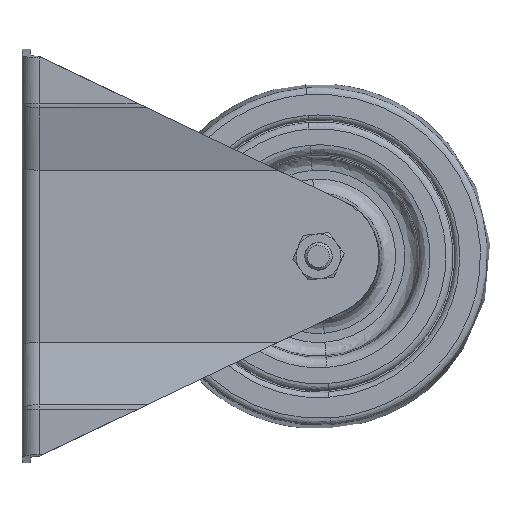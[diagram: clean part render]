
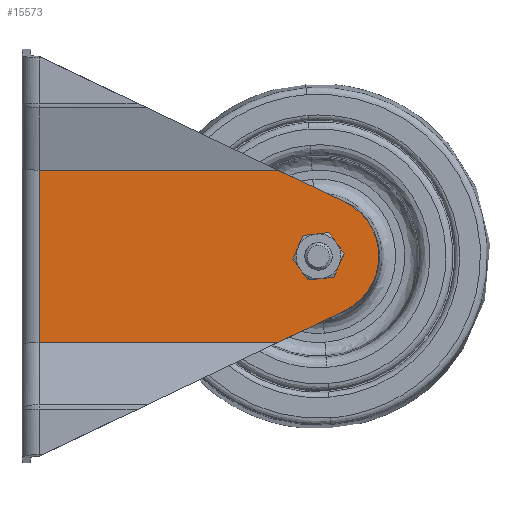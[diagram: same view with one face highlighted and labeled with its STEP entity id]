
A CAD part, left-side view. The second image highlights one B-rep face of the part: STEP entity #15573.
In plain terms, the highlighted face is planar.
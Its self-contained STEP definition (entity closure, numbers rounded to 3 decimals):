
#472 = VERTEX_POINT ( 'NONE', #10883 ) ;
#830 = ORIENTED_EDGE ( 'NONE', *, *, #5351, .F. ) ;
#1444 = EDGE_CURVE ( 'NONE', #2623, #7543, #5147, .T. ) ;
#1446 = EDGE_CURVE ( 'NONE', #11599, #13435, #24910, .T. ) ;
#1455 = DIRECTION ( 'NONE',  ( 1., 0., 0. ) ) ;
#1647 = DIRECTION ( 'NONE',  ( 1., 0., 0. ) ) ;
#1661 = CARTESIAN_POINT ( 'NONE',  ( 25., -21., 5. ) ) ;
#2623 = VERTEX_POINT ( 'NONE', #12233 ) ;
#3039 = FACE_OUTER_BOUND ( 'NONE', #11263, .T. ) ;
#3552 = CARTESIAN_POINT ( 'NONE',  ( 15.798, -21., 93.528 ) ) ;
#4202 = VECTOR ( 'NONE', #8268, 1000. ) ;
#4345 = AXIS2_PLACEMENT_3D ( 'NONE', #8535, #26550, #11103 ) ;
#5016 = VECTOR ( 'NONE', #18142, 1000. ) ;
#5147 = LINE ( 'NONE', #19339, #11982 ) ;
#5351 = EDGE_CURVE ( 'NONE', #13435, #11599, #15932, .T. ) ;
#5795 = EDGE_CURVE ( 'NONE', #2623, #30682, #31693, .T. ) ;
#6721 = PLANE ( 'NONE',  #18080 ) ;
#7268 = DIRECTION ( 'NONE',  ( 0., -1., 0. ) ) ;
#7543 = VERTEX_POINT ( 'NONE', #15338 ) ;
#7670 = AXIS2_PLACEMENT_3D ( 'NONE', #32406, #16876, #1455 ) ;
#7916 = VECTOR ( 'NONE', #32175, 1000. ) ;
#8268 = DIRECTION ( 'NONE',  ( -0.43, 0., 0.903 ) ) ;
#8535 = CARTESIAN_POINT ( 'NONE',  ( 0., -21., 86. ) ) ;
#9046 = ORIENTED_EDGE ( 'NONE', *, *, #16190, .F. ) ;
#10118 = EDGE_CURVE ( 'NONE', #30682, #22867, #32545, .T. ) ;
#10883 = CARTESIAN_POINT ( 'NONE',  ( -25., -21., 5. ) ) ;
#11103 = DIRECTION ( 'NONE',  ( 1., 0., 0. ) ) ;
#11263 = EDGE_LOOP ( 'NONE', ( #29969, #15304, #9046, #21569, #32460, #12372 ) ) ;
#11293 = CARTESIAN_POINT ( 'NONE',  ( 0., -21., 81.75 ) ) ;
#11599 = VERTEX_POINT ( 'NONE', #11293 ) ;
#11982 = VECTOR ( 'NONE', #12322, 1000. ) ;
#12233 = CARTESIAN_POINT ( 'NONE',  ( 25., -21., 74.217 ) ) ;
#12322 = DIRECTION ( 'NONE',  ( 0., 0., -1. ) ) ;
#12372 = ORIENTED_EDGE ( 'NONE', *, *, #1444, .F. ) ;
#13435 = VERTEX_POINT ( 'NONE', #25331 ) ;
#15304 = ORIENTED_EDGE ( 'NONE', *, *, #10118, .T. ) ;
#15338 = CARTESIAN_POINT ( 'NONE',  ( 25., -21., 5. ) ) ;
#15573 = ADVANCED_FACE ( 'NONE', ( #16732, #3039 ), #6721, .T. ) ;
#15605 = ORIENTED_EDGE ( 'NONE', *, *, #1446, .F. ) ;
#15932 = CIRCLE ( 'NONE', #4345, 4.25 ) ;
#16190 = EDGE_CURVE ( 'NONE', #27415, #22867, #31690, .T. ) ;
#16732 = FACE_BOUND ( 'NONE', #21469, .T. ) ;
#16876 = DIRECTION ( 'NONE',  ( 0., -1., 0. ) ) ;
#17067 = DIRECTION ( 'NONE',  ( 0., -1., 0. ) ) ;
#17680 = LINE ( 'NONE', #31273, #30666 ) ;
#18080 = AXIS2_PLACEMENT_3D ( 'NONE', #32594, #17067, #1647 ) ;
#18142 = DIRECTION ( 'NONE',  ( 0.43, 0., 0.903 ) ) ;
#19339 = CARTESIAN_POINT ( 'NONE',  ( 25., -21., 130. ) ) ;
#20532 = CARTESIAN_POINT ( 'NONE',  ( 1.289, -21., 129.386 ) ) ;
#21469 = EDGE_LOOP ( 'NONE', ( #830, #15605 ) ) ;
#21569 = ORIENTED_EDGE ( 'NONE', *, *, #22287, .T. ) ;
#22287 = EDGE_CURVE ( 'NONE', #27415, #472, #17680, .T. ) ;
#22452 = CARTESIAN_POINT ( 'NONE',  ( -25., -21., 74.217 ) ) ;
#22729 = CARTESIAN_POINT ( 'NONE',  ( 0., -21., 86. ) ) ;
#22867 = VERTEX_POINT ( 'NONE', #33358 ) ;
#24910 = CIRCLE ( 'NONE', #29761, 4.25 ) ;
#25309 = DIRECTION ( 'NONE',  ( 1., 0., 0. ) ) ;
#25331 = CARTESIAN_POINT ( 'NONE',  ( 0., -21., 90.25 ) ) ;
#26550 = DIRECTION ( 'NONE',  ( 0., -1., 0. ) ) ;
#27415 = VERTEX_POINT ( 'NONE', #22452 ) ;
#27662 = LINE ( 'NONE', #1661, #7916 ) ;
#28196 = DIRECTION ( 'NONE',  ( 0., 0., -1. ) ) ;
#28930 = CARTESIAN_POINT ( 'NONE',  ( -1.289, -21., 129.386 ) ) ;
#29761 = AXIS2_PLACEMENT_3D ( 'NONE', #22729, #7268, #25309 ) ;
#29969 = ORIENTED_EDGE ( 'NONE', *, *, #5795, .T. ) ;
#30097 = EDGE_CURVE ( 'NONE', #472, #7543, #27662, .T. ) ;
#30666 = VECTOR ( 'NONE', #28196, 1000. ) ;
#30682 = VERTEX_POINT ( 'NONE', #3552 ) ;
#31273 = CARTESIAN_POINT ( 'NONE',  ( -25., -21., 130. ) ) ;
#31690 = LINE ( 'NONE', #20532, #5016 ) ;
#31693 = LINE ( 'NONE', #28930, #4202 ) ;
#32175 = DIRECTION ( 'NONE',  ( 1., 0., 0. ) ) ;
#32406 = CARTESIAN_POINT ( 'NONE',  ( 0., -21., 86. ) ) ;
#32460 = ORIENTED_EDGE ( 'NONE', *, *, #30097, .T. ) ;
#32545 = CIRCLE ( 'NONE', #7670, 17.5 ) ;
#32594 = CARTESIAN_POINT ( 'NONE',  ( 0., -21., 130. ) ) ;
#33358 = CARTESIAN_POINT ( 'NONE',  ( -15.798, -21., 93.528 ) ) ;
